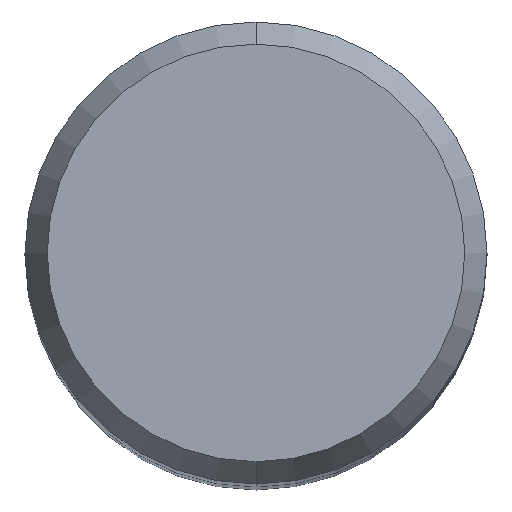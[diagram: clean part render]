
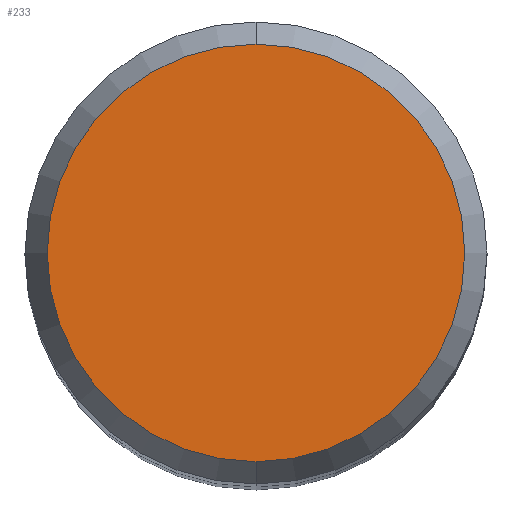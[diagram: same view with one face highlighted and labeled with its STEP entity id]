
A CAD part, top view. The second image highlights one B-rep face of the part: STEP entity #233.
In plain terms, the highlighted planar face has unit normal (0, 0, 1).
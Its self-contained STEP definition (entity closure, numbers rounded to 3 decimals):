
#227=VERTEX_POINT('',#527);
#233=ADVANCED_FACE('',(#533),#534,.T.);
#341=VERTEX_POINT('',#653);
#369=EDGE_CURVE('',#227,#341,#683,.T.);
#391=EDGE_CURVE('',#341,#227,#708,.T.);
#527=CARTESIAN_POINT('',(0.,-5.423,0.));
#533=FACE_OUTER_BOUND('',#963,.T.);
#534=PLANE('',#964);
#653=CARTESIAN_POINT('',(0.0,5.423,0.));
#683=CIRCLE('',#1266,5.423);
#708=CIRCLE('',#1298,5.423);
#963=EDGE_LOOP('',(#1542,#1543));
#964=AXIS2_PLACEMENT_3D('',#1544,#1545,#1546);
#1266=AXIS2_PLACEMENT_3D('',#1707,#1708,#1709);
#1298=AXIS2_PLACEMENT_3D('',#1737,#1738,#1739);
#1542=ORIENTED_EDGE('',*,*,#391,.F.);
#1543=ORIENTED_EDGE('',*,*,#369,.F.);
#1544=CARTESIAN_POINT('',(0.0,2.711,0.));
#1545=DIRECTION('',(-0.0,0.0,1.0));
#1546=DIRECTION('',(0.0,-1.0,0.0));
#1707=CARTESIAN_POINT('',(0.0,0.0,0.));
#1708=DIRECTION('',(0.0,0.0,-1.0));
#1709=DIRECTION('',(0.0,1.0,0.0));
#1737=CARTESIAN_POINT('',(0.0,0.0,0.));
#1738=DIRECTION('',(0.0,0.0,-1.0));
#1739=DIRECTION('',(0.0,1.0,0.0));
